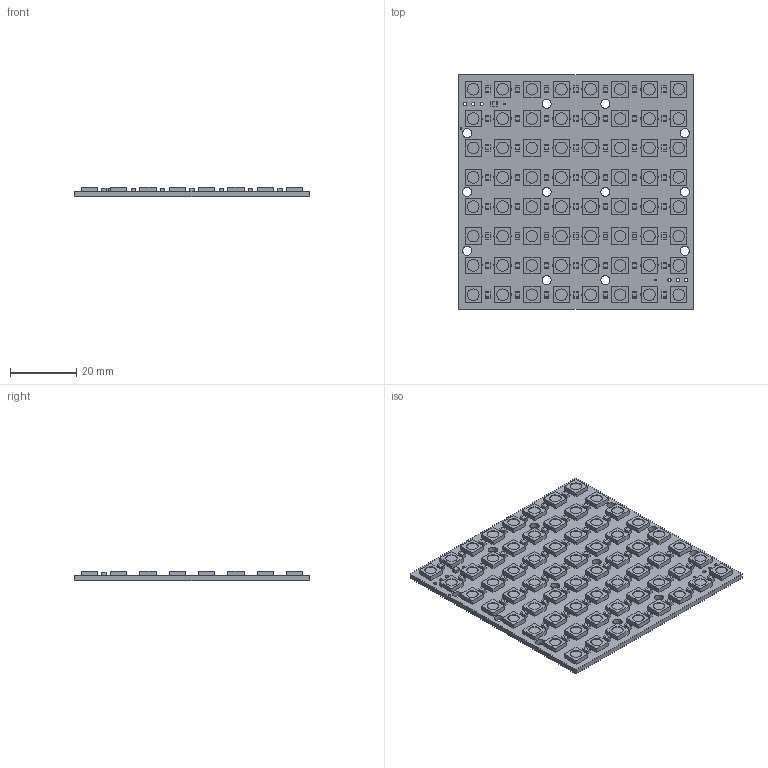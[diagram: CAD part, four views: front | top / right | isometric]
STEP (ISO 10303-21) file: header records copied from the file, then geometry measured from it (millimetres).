
FILE_DESCRIPTION(/* description */ (''),/* implementation_level */ '2;1');
FILE_NAME(/* name */ 'Adafruit_NeoMatrix_8x8.step',/* time_stamp */ '2020-08-10T19:37:18-04:00',/* author */ (''),/* organization */ (''),/* preprocessor_version */ 'ST-DEVELOPER v18.1',/* originating_system */ 'Autodesk Translation Framework v9.3.0.1241',/* authorisation */ '');
FILE_SCHEMA (('AUTOMOTIVE_DESIGN { 1 0 10303 214 3 1 1 }'));
Length unit declared in the file: millimetre
Products named in the file (5): Adafruit_NeoMatrix_8x8 v2; PCB Component; Board; WS2812B5050; 0805-NO
Assembly tree (123 placements, depth 3):
  Adafruit_NeoMatrix_8x8 v2
    PCB Component
      Board
      WS2812B5050  x64
      0805-NO  x57
Bounding box: 71.12 x 71.12 x 2.97 mm (x, y, z)
Volume: 10032.2 mm3; surface area: 16687.8 mm2
Topology: 122 solids, 122 shells, 1478 faces, 3510 edges, 2340 vertices
Faces by surface type: plane 1252, cylinder 226
Full cylindrical faces by diameter (mm): 0.5 x144, 1.016 x6, 2.8 x12, 3.5 x64
Entity records: 8397 total; most frequent: DIRECTION 1511, CARTESIAN_POINT 1233, ORIENTED_EDGE 1098, AXIS2_PLACEMENT_3D 644, EDGE_CURVE 549, EDGE_LOOP 515, VERTEX_POINT 366, CIRCLE 326
